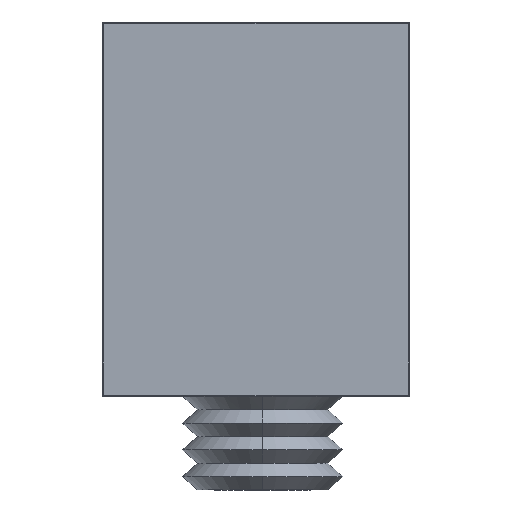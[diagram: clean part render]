
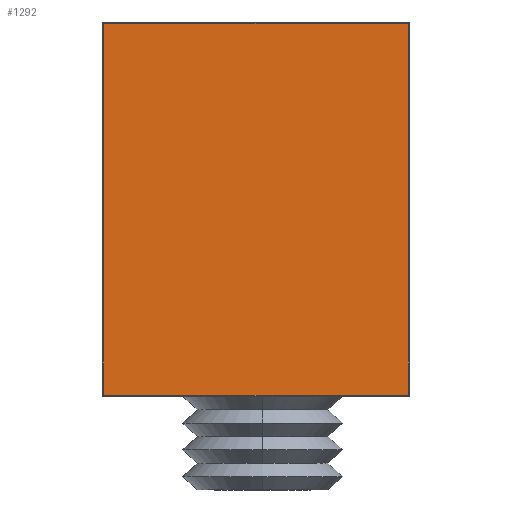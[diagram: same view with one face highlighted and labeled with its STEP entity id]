
A CAD part, front view. The second image highlights one B-rep face of the part: STEP entity #1292.
In plain terms, the highlighted planar face has unit normal (0, -1, 0).
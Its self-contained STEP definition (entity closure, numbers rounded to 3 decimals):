
#86 = CARTESIAN_POINT ( 'NONE',  ( -0.25, -3., 13.95 ) ) ;
#114 = DIRECTION ( 'NONE',  ( 0., 0., 1. ) ) ;
#124 = CARTESIAN_POINT ( 'NONE',  ( 5.45, -3., 0.05 ) ) ;
#132 = CARTESIAN_POINT ( 'NONE',  ( -5.95, -3., 7. ) ) ;
#158 = EDGE_CURVE ( 'NONE', #1433, #722, #445, .T. ) ;
#244 = VERTEX_POINT ( 'NONE', #1196 ) ;
#263 = DIRECTION ( 'NONE',  ( 1., 0., 0. ) ) ;
#284 = EDGE_LOOP ( 'NONE', ( #1437, #667, #1264, #1322 ) ) ;
#306 = DIRECTION ( 'NONE',  ( -1., 0., 0. ) ) ;
#307 = DIRECTION ( 'NONE',  ( 0., -1., 0. ) ) ;
#312 = CARTESIAN_POINT ( 'NONE',  ( 5.678, -3., 14.228 ) ) ;
#313 = PLANE ( 'NONE',  #669 ) ;
#327 = VERTEX_POINT ( 'NONE', #1131 ) ;
#445 = LINE ( 'NONE', #1307, #467 ) ;
#467 = VECTOR ( 'NONE', #1329, 1000. ) ;
#667 = ORIENTED_EDGE ( 'NONE', *, *, #158, .F. ) ;
#669 = AXIS2_PLACEMENT_3D ( 'NONE', #312, #307, #306 ) ;
#680 = EDGE_CURVE ( 'NONE', #327, #1433, #733, .T. ) ;
#721 = VECTOR ( 'NONE', #896, 1000. ) ;
#722 = VERTEX_POINT ( 'NONE', #1310 ) ;
#733 = LINE ( 'NONE', #909, #721 ) ;
#896 = DIRECTION ( 'NONE',  ( 0., 0., -1. ) ) ;
#909 = CARTESIAN_POINT ( 'NONE',  ( 5.45, -3., 7. ) ) ;
#974 = LINE ( 'NONE', #86, #1028 ) ;
#1011 = FACE_OUTER_BOUND ( 'NONE', #284, .T. ) ;
#1028 = VECTOR ( 'NONE', #263, 1000. ) ;
#1131 = CARTESIAN_POINT ( 'NONE',  ( 5.45, -3., 13.95 ) ) ;
#1143 = LINE ( 'NONE', #132, #1195 ) ;
#1195 = VECTOR ( 'NONE', #114, 1000. ) ;
#1196 = CARTESIAN_POINT ( 'NONE',  ( -5.95, -3., 13.95 ) ) ;
#1264 = ORIENTED_EDGE ( 'NONE', *, *, #680, .F. ) ;
#1292 = ADVANCED_FACE ( 'NONE', ( #1011 ), #313, .T. ) ;
#1307 = CARTESIAN_POINT ( 'NONE',  ( -0.25, -3., 0.05 ) ) ;
#1310 = CARTESIAN_POINT ( 'NONE',  ( -5.95, -3., 0.05 ) ) ;
#1319 = EDGE_CURVE ( 'NONE', #244, #327, #974, .T. ) ;
#1322 = ORIENTED_EDGE ( 'NONE', *, *, #1319, .F. ) ;
#1329 = DIRECTION ( 'NONE',  ( -1., 0., 0. ) ) ;
#1428 = EDGE_CURVE ( 'NONE', #722, #244, #1143, .T. ) ;
#1433 = VERTEX_POINT ( 'NONE', #124 ) ;
#1437 = ORIENTED_EDGE ( 'NONE', *, *, #1428, .F. ) ;
